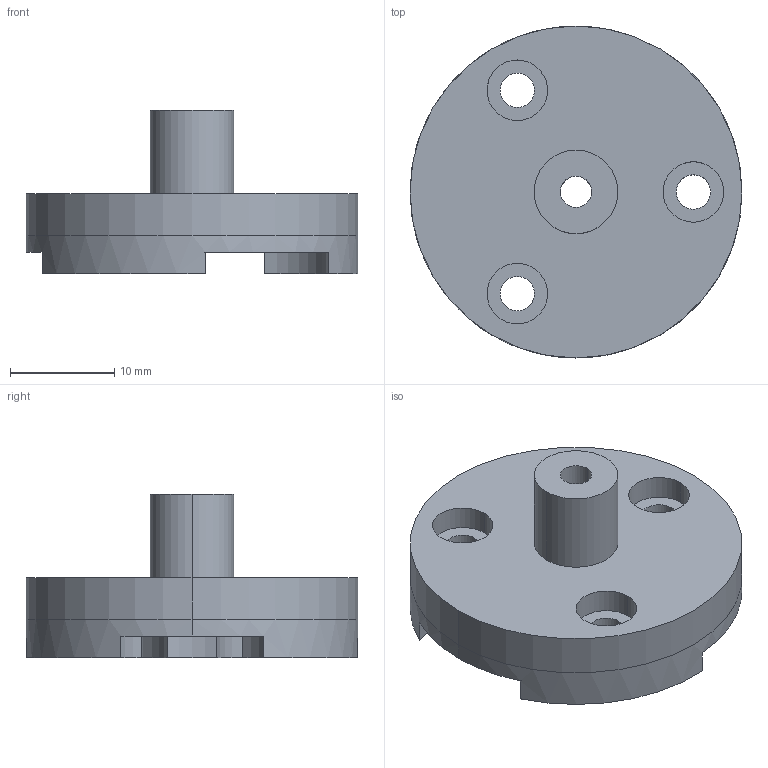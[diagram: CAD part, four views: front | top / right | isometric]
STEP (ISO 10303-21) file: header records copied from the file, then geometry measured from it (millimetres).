
FILE_DESCRIPTION (( 'STEP AP214' ), '1' );
FILE_NAME ('planetary-gearbox.STEP', '2026-02-06T08:43:19', ( '' ), ( '' ), 'SwSTEP 2.0', 'SolidWorks 2024', '' );
FILE_SCHEMA (( 'AUTOMOTIVE_DESIGN' ));
Length unit declared in the file: millimetre
Products named in the file (3): top; acople^planetary-gearbox; planetary-gearbox
Assembly tree (2 placements, depth 2):
  planetary-gearbox
    top
    acople^planetary-gearbox
Bounding box: 31.8 x 31.8 x 15.7 mm (x, y, z)
Volume: 4835.7 mm3; surface area: 4429.3 mm2
Topology: 2 solids, 2 shells, 56 faces, 144 edges, 96 vertices
Faces by surface type: cylinder 45, plane 11
Entity records: 1896 total; most frequent: DIRECTION 362, CARTESIAN_POINT 301, ORIENTED_EDGE 288, AXIS2_PLACEMENT_3D 157, EDGE_CURVE 144, VERTEX_POINT 96, CIRCLE 96, EDGE_LOOP 82
